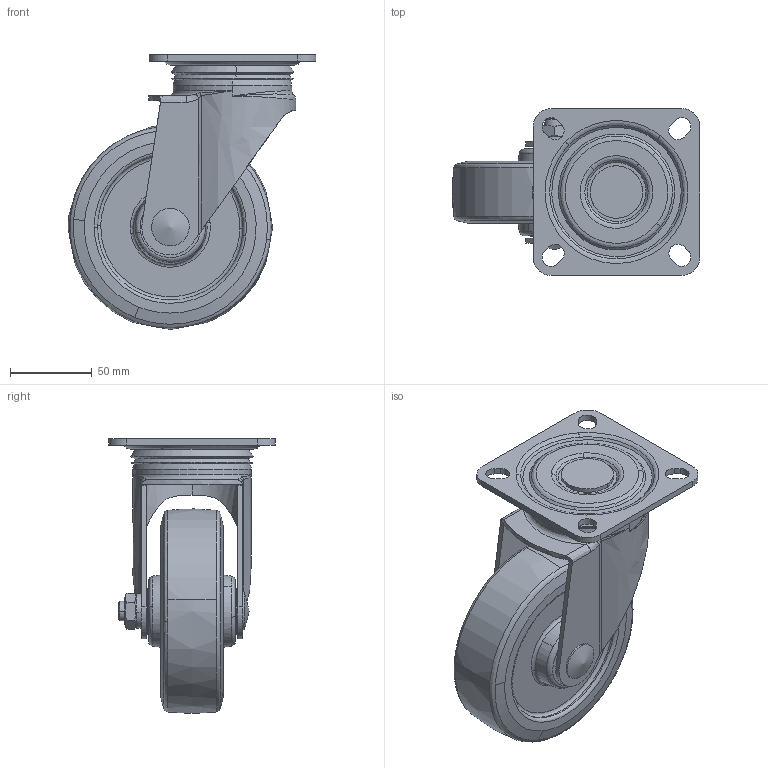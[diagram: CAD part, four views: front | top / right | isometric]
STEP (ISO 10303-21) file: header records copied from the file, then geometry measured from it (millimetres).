
FILE_DESCRIPTION((''),'2;1');
FILE_NAME('','2005-12-16T11:02:37',(''),(''),'','CADfix','');
FILE_SCHEMA(('AUTOMOTIVE_DESIGN'));
Length unit declared in the file: millimetre
Products named in the file (6): wheel; mounting plate; main shaft; body; axle; 320S_UB125_9775_36
Assembly tree (5 placements, depth 2):
  320S_UB125_9775_36
    wheel
    mounting plate
    main shaft
    body
    axle
Bounding box: 151.5 x 102 x 168 mm (x, y, z)
Volume: 586600 mm3; surface area: 116839.8 mm2
Topology: 5 solids, 5 shells, 243 faces, 749 edges, 532 vertices
Faces by surface type: bspline 243
Entity records: 12820 total; most frequent: CARTESIAN_POINT 8734, ORIENTED_EDGE 1490, EDGE_CURVE 745, VERTEX_POINT 532, EDGE_LOOP 281, FACE_OUTER_BOUND 243, ADVANCED_FACE 243, QUASI_UNIFORM_CURVE 180
